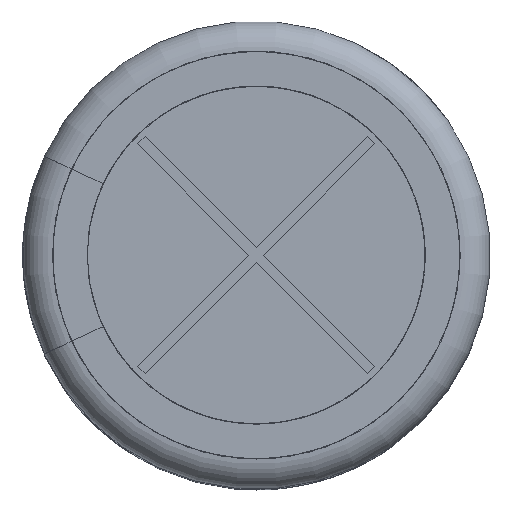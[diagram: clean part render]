
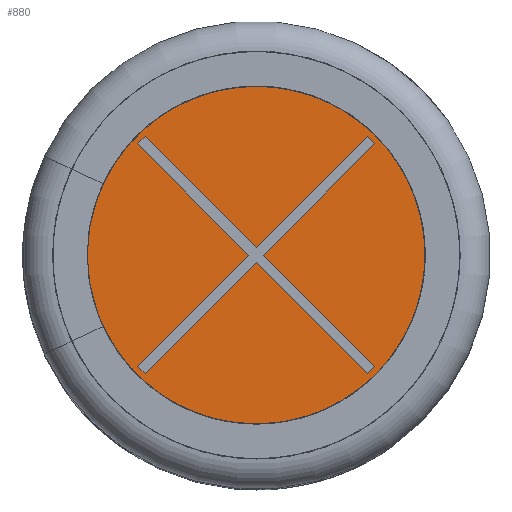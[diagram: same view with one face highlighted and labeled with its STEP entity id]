
A CAD part, top view. The second image highlights one B-rep face of the part: STEP entity #880.
In plain terms, the highlighted planar face has unit normal (0, 0, 1).
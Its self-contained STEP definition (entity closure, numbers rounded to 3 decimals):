
#880 = ADVANCED_FACE( '', ( #2126, #2127 ), #2128, .T. );
#2126 = FACE_OUTER_BOUND( '', #5981, .T. );
#2127 = FACE_BOUND( '', #5982, .T. );
#2128 = PLANE( '', #5983 );
#5981 = EDGE_LOOP( '', ( #12523 ) );
#5982 = EDGE_LOOP( '', ( #12524, #12525, #12526, #12527, #12528, #12529, #12530, #12531, #12532, #12533, #12534, #12535 ) );
#5983 = AXIS2_PLACEMENT_3D( '', #12536, #12537, #12538 );
#12523 = ORIENTED_EDGE( '', *, *, #16314, .F. );
#12524 = ORIENTED_EDGE( '', *, *, #15838, .T. );
#12525 = ORIENTED_EDGE( '', *, *, #15819, .T. );
#12526 = ORIENTED_EDGE( '', *, *, #16315, .T. );
#12527 = ORIENTED_EDGE( '', *, *, #16316, .T. );
#12528 = ORIENTED_EDGE( '', *, *, #16317, .T. );
#12529 = ORIENTED_EDGE( '', *, *, #15953, .T. );
#12530 = ORIENTED_EDGE( '', *, *, #16318, .T. );
#12531 = ORIENTED_EDGE( '', *, *, #16319, .T. );
#12532 = ORIENTED_EDGE( '', *, *, #15628, .T. );
#12533 = ORIENTED_EDGE( '', *, *, #16320, .T. );
#12534 = ORIENTED_EDGE( '', *, *, #16321, .T. );
#12535 = ORIENTED_EDGE( '', *, *, #16322, .T. );
#12536 = CARTESIAN_POINT( '', ( -7.843, 0., 24.78 ) );
#12537 = DIRECTION( '', ( 0., 0., 1. ) );
#12538 = DIRECTION( '', ( 1., 0., 0. ) );
#15628 = EDGE_CURVE( '', #17441, #17442, #17443, .T. );
#15819 = EDGE_CURVE( '', #17776, #17777, #17778, .T. );
#15838 = EDGE_CURVE( '', #17809, #17776, #17810, .T. );
#15953 = EDGE_CURVE( '', #18005, #18006, #18007, .T. );
#16314 = EDGE_CURVE( '', #18599, #18599, #18600, .T. );
#16315 = EDGE_CURVE( '', #17777, #18601, #18602, .T. );
#16316 = EDGE_CURVE( '', #18601, #18603, #18604, .T. );
#16317 = EDGE_CURVE( '', #18603, #18005, #18605, .T. );
#16318 = EDGE_CURVE( '', #18006, #18606, #18607, .T. );
#16319 = EDGE_CURVE( '', #18606, #17441, #18608, .T. );
#16320 = EDGE_CURVE( '', #17442, #18609, #18610, .T. );
#16321 = EDGE_CURVE( '', #18609, #18611, #18612, .T. );
#16322 = EDGE_CURVE( '', #18611, #17809, #18613, .T. );
#17441 = VERTEX_POINT( '', #20127 );
#17442 = VERTEX_POINT( '', #20128 );
#17443 = LINE( '', #20129, #20130 );
#17776 = VERTEX_POINT( '', #21331 );
#17777 = VERTEX_POINT( '', #21332 );
#17778 = LINE( '', #21333, #21334 );
#17809 = VERTEX_POINT( '', #21426 );
#17810 = LINE( '', #21427, #21428 );
#18005 = VERTEX_POINT( '', #21928 );
#18006 = VERTEX_POINT( '', #21929 );
#18007 = LINE( '', #21930, #21931 );
#18599 = VERTEX_POINT( '', #23230 );
#18600 = CIRCLE( '', #23231, 7.843 );
#18601 = VERTEX_POINT( '', #23232 );
#18602 = LINE( '', #23233, #23234 );
#18603 = VERTEX_POINT( '', #23235 );
#18604 = LINE( '', #23236, #23237 );
#18605 = LINE( '', #23238, #23239 );
#18606 = VERTEX_POINT( '', #23240 );
#18607 = LINE( '', #23241, #23242 );
#18608 = LINE( '', #23243, #23244 );
#18609 = VERTEX_POINT( '', #23245 );
#18610 = LINE( '', #23246, #23247 );
#18611 = VERTEX_POINT( '', #23248 );
#18612 = LINE( '', #23249, #23250 );
#18613 = LINE( '', #23251, #23252 );
#20127 = CARTESIAN_POINT( '', ( 0., -0.283, 24.78 ) );
#20128 = CARTESIAN_POINT( '', ( -4.276, -4.559, 24.78 ) );
#20129 = CARTESIAN_POINT( '', ( 0., -0.283, 24.78 ) );
#20130 = VECTOR( '', #26547, 1000. );
#21331 = CARTESIAN_POINT( '', ( -4.276, 4.559, 24.78 ) );
#21332 = CARTESIAN_POINT( '', ( 0., 0.283, 24.78 ) );
#21333 = CARTESIAN_POINT( '', ( 0., 0.283, 24.78 ) );
#21334 = VECTOR( '', #26722, 1000. );
#21426 = CARTESIAN_POINT( '', ( -4.559, 4.276, 24.78 ) );
#21427 = CARTESIAN_POINT( '', ( -4.276, 4.559, 24.78 ) );
#21428 = VECTOR( '', #26739, 1000. );
#21928 = CARTESIAN_POINT( '', ( 0.283, 0., 24.78 ) );
#21929 = CARTESIAN_POINT( '', ( 4.559, -4.276, 24.78 ) );
#21930 = CARTESIAN_POINT( '', ( 0.283, 0., 24.78 ) );
#21931 = VECTOR( '', #26841, 1000. );
#23230 = CARTESIAN_POINT( '', ( -7.843, 0., 24.78 ) );
#23231 = AXIS2_PLACEMENT_3D( '', #27179, #27180, #27181 );
#23232 = CARTESIAN_POINT( '', ( 4.276, 4.559, 24.78 ) );
#23233 = CARTESIAN_POINT( '', ( 0., 0.283, 24.78 ) );
#23234 = VECTOR( '', #27182, 1000. );
#23235 = CARTESIAN_POINT( '', ( 4.559, 4.276, 24.78 ) );
#23236 = CARTESIAN_POINT( '', ( 4.559, 4.276, 24.78 ) );
#23237 = VECTOR( '', #27183, 1000. );
#23238 = CARTESIAN_POINT( '', ( 0.283, 0., 24.78 ) );
#23239 = VECTOR( '', #27184, 1000. );
#23240 = CARTESIAN_POINT( '', ( 4.276, -4.559, 24.78 ) );
#23241 = CARTESIAN_POINT( '', ( 4.559, -4.276, 24.78 ) );
#23242 = VECTOR( '', #27185, 1000. );
#23243 = CARTESIAN_POINT( '', ( 0., -0.283, 24.78 ) );
#23244 = VECTOR( '', #27186, 1000. );
#23245 = CARTESIAN_POINT( '', ( -4.559, -4.276, 24.78 ) );
#23246 = CARTESIAN_POINT( '', ( -4.276, -4.559, 24.78 ) );
#23247 = VECTOR( '', #27187, 1000. );
#23248 = CARTESIAN_POINT( '', ( -0.283, 0., 24.78 ) );
#23249 = CARTESIAN_POINT( '', ( -0.283, 0., 24.78 ) );
#23250 = VECTOR( '', #27188, 1000. );
#23251 = CARTESIAN_POINT( '', ( -0.283, 0., 24.78 ) );
#23252 = VECTOR( '', #27189, 1000. );
#26547 = DIRECTION( '', ( -0.707, -0.707, 0. ) );
#26722 = DIRECTION( '', ( 0.707, -0.707, 0. ) );
#26739 = DIRECTION( '', ( 0.707, 0.707, 0. ) );
#26841 = DIRECTION( '', ( 0.707, -0.707, 0. ) );
#27179 = CARTESIAN_POINT( '', ( 0., 0., 24.78 ) );
#27180 = DIRECTION( '', ( 0., 0., -1. ) );
#27181 = DIRECTION( '', ( -1., 0., 0. ) );
#27182 = DIRECTION( '', ( 0.707, 0.707, 0. ) );
#27183 = DIRECTION( '', ( 0.707, -0.707, 0. ) );
#27184 = DIRECTION( '', ( -0.707, -0.707, 0. ) );
#27185 = DIRECTION( '', ( -0.707, -0.707, 0. ) );
#27186 = DIRECTION( '', ( -0.707, 0.707, 0. ) );
#27187 = DIRECTION( '', ( -0.707, 0.707, 0. ) );
#27188 = DIRECTION( '', ( 0.707, 0.707, 0. ) );
#27189 = DIRECTION( '', ( -0.707, 0.707, 0. ) );
